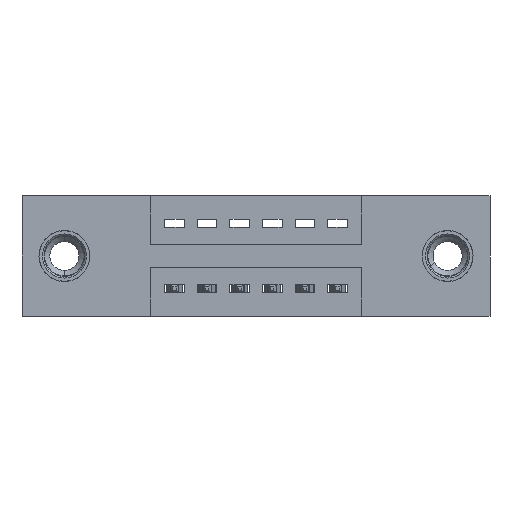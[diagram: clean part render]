
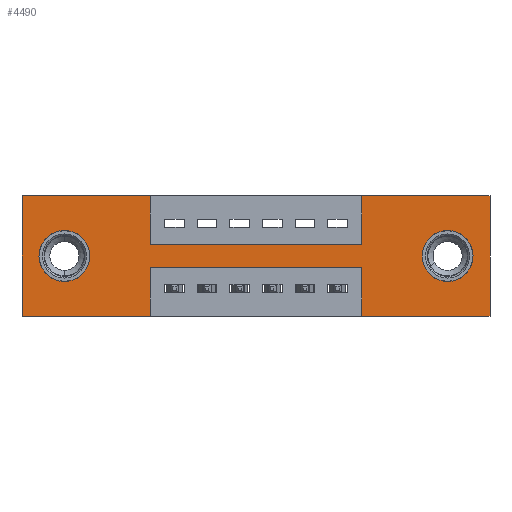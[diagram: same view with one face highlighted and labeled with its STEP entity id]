
A CAD part, front view. The second image highlights one B-rep face of the part: STEP entity #4490.
In plain terms, the highlighted planar face has unit normal (0, -1, 0).
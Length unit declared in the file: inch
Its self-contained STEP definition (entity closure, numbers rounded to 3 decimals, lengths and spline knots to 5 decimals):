
#341 = VECTOR ( 'NONE', #5478, 39.37008 ) ;
#604 = CARTESIAN_POINT ( 'NONE',  ( 0.3925, 0., 0. ) ) ;
#622 = CARTESIAN_POINT ( 'NONE',  ( 1.0425, 0., -0.15 ) ) ;
#792 = VERTEX_POINT ( 'NONE', #8045 ) ;
#820 = LINE ( 'NONE', #10211, #7234 ) ;
#841 = DIRECTION ( 'NONE',  ( 0., 0., -1. ) ) ;
#872 = DIRECTION ( 'NONE',  ( -1., 0., 0. ) ) ;
#1052 = VECTOR ( 'NONE', #7379, 39.37008 ) ;
#1138 = CARTESIAN_POINT ( 'NONE',  ( 1.435, 0., 0. ) ) ;
#1233 = VERTEX_POINT ( 'NONE', #5141 ) ;
#1245 = CARTESIAN_POINT ( 'NONE',  ( 0.13, 0., -0.107 ) ) ;
#1272 = VERTEX_POINT ( 'NONE', #6594 ) ;
#1292 = EDGE_LOOP ( 'NONE', ( #6035, #5304 ) ) ;
#1427 = VERTEX_POINT ( 'NONE', #1245 ) ;
#1509 = CARTESIAN_POINT ( 'NONE',  ( 1.305, 0., -0.107 ) ) ;
#1706 = CARTESIAN_POINT ( 'NONE',  ( 0., 0., -0.37 ) ) ;
#1735 = VERTEX_POINT ( 'NONE', #1509 ) ;
#1750 = VECTOR ( 'NONE', #5067, 39.37008 ) ;
#1764 = CARTESIAN_POINT ( 'NONE',  ( 0.3925, 0., -0.15 ) ) ;
#1821 = VECTOR ( 'NONE', #4142, 39.37008 ) ;
#1833 = DIRECTION ( 'NONE',  ( 0., 1., 0. ) ) ;
#1842 = LINE ( 'NONE', #1138, #6009 ) ;
#2236 = CARTESIAN_POINT ( 'NONE',  ( 0.3925, 0., -0.15 ) ) ;
#2300 = EDGE_CURVE ( 'NONE', #7849, #10492, #4953, .T. ) ;
#2321 = CIRCLE ( 'NONE', #9598, 0.078 ) ;
#2354 = EDGE_CURVE ( 'NONE', #7148, #3153, #7063, .T. ) ;
#2463 = CARTESIAN_POINT ( 'NONE',  ( 0., 0., 0. ) ) ;
#2637 = EDGE_CURVE ( 'NONE', #1233, #7849, #4284, .T. ) ;
#2665 = LINE ( 'NONE', #7465, #8850 ) ;
#2698 = CARTESIAN_POINT ( 'NONE',  ( 1.0425, 0., 0. ) ) ;
#2703 = EDGE_CURVE ( 'NONE', #4281, #792, #3473, .T. ) ;
#2731 = DIRECTION ( 'NONE',  ( 0., 1., 0. ) ) ;
#2791 = AXIS2_PLACEMENT_3D ( 'NONE', #9025, #5893, #841 ) ;
#2924 = VERTEX_POINT ( 'NONE', #9386 ) ;
#2992 = CARTESIAN_POINT ( 'NONE',  ( 1.435, 0., 0. ) ) ;
#3016 = FACE_BOUND ( 'NONE', #1292, .T. ) ;
#3045 = EDGE_CURVE ( 'NONE', #792, #1233, #7894, .T. ) ;
#3153 = VERTEX_POINT ( 'NONE', #622 ) ;
#3321 = VERTEX_POINT ( 'NONE', #8311 ) ;
#3340 = LINE ( 'NONE', #5775, #1052 ) ;
#3365 = EDGE_CURVE ( 'NONE', #1427, #2924, #7019, .T. ) ;
#3404 = EDGE_CURVE ( 'NONE', #3321, #1735, #6772, .T. ) ;
#3408 = DIRECTION ( 'NONE',  ( 0., 0., -1. ) ) ;
#3449 = ORIENTED_EDGE ( 'NONE', *, *, #2300, .F. ) ;
#3473 = LINE ( 'NONE', #6745, #7785 ) ;
#3489 = EDGE_CURVE ( 'NONE', #7656, #8003, #1842, .T. ) ;
#3581 = VECTOR ( 'NONE', #7228, 39.37008 ) ;
#3618 = CARTESIAN_POINT ( 'NONE',  ( 1.435, 0., -0.37 ) ) ;
#3626 = DIRECTION ( 'NONE',  ( 0., 0., 1. ) ) ;
#3911 = DIRECTION ( 'NONE',  ( 1., 0., 0. ) ) ;
#4142 = DIRECTION ( 'NONE',  ( -1., 0., 0. ) ) ;
#4181 = ORIENTED_EDGE ( 'NONE', *, *, #2637, .F. ) ;
#4281 = VERTEX_POINT ( 'NONE', #4875 ) ;
#4284 = LINE ( 'NONE', #1706, #1750 ) ;
#4357 = EDGE_CURVE ( 'NONE', #8003, #1272, #8350, .T. ) ;
#4474 = DIRECTION ( 'NONE',  ( 0., 1., 0. ) ) ;
#4490 = ADVANCED_FACE ( 'NONE', ( #3016, #5238, #9184 ), #5100, .T. ) ;
#4513 = CARTESIAN_POINT ( 'NONE',  ( 1.305, 0., -0.185 ) ) ;
#4753 = DIRECTION ( 'NONE',  ( 0., 0., 1. ) ) ;
#4875 = CARTESIAN_POINT ( 'NONE',  ( 1.0425, 0., -0.22 ) ) ;
#4953 = LINE ( 'NONE', #6328, #341 ) ;
#5067 = DIRECTION ( 'NONE',  ( -1., 0., 0. ) ) ;
#5100 = PLANE ( 'NONE',  #2791 ) ;
#5141 = CARTESIAN_POINT ( 'NONE',  ( 0.3925, 0., -0.37 ) ) ;
#5238 = FACE_BOUND ( 'NONE', #8864, .T. ) ;
#5304 = ORIENTED_EDGE ( 'NONE', *, *, #3404, .T. ) ;
#5325 = DIRECTION ( 'NONE',  ( 0., 0., -1. ) ) ;
#5478 = DIRECTION ( 'NONE',  ( 0., 0., 1. ) ) ;
#5486 = EDGE_CURVE ( 'NONE', #1735, #3321, #5744, .T. ) ;
#5744 = CIRCLE ( 'NONE', #9217, 0.078 ) ;
#5751 = CARTESIAN_POINT ( 'NONE',  ( 0., 0., -0.37 ) ) ;
#5775 = CARTESIAN_POINT ( 'NONE',  ( 0., 0., 0. ) ) ;
#5795 = VERTEX_POINT ( 'NONE', #604 ) ;
#5893 = DIRECTION ( 'NONE',  ( 0., -1., 0. ) ) ;
#6009 = VECTOR ( 'NONE', #7754, 39.37008 ) ;
#6035 = ORIENTED_EDGE ( 'NONE', *, *, #5486, .T. ) ;
#6195 = LINE ( 'NONE', #9415, #10071 ) ;
#6310 = DIRECTION ( 'NONE',  ( 1., 0., 0. ) ) ;
#6328 = CARTESIAN_POINT ( 'NONE',  ( 0., 0., 0. ) ) ;
#6411 = CARTESIAN_POINT ( 'NONE',  ( 0.3925, 0., -0.37 ) ) ;
#6459 = VECTOR ( 'NONE', #3626, 39.37008 ) ;
#6516 = ORIENTED_EDGE ( 'NONE', *, *, #9047, .F. ) ;
#6594 = CARTESIAN_POINT ( 'NONE',  ( 1.0425, 0., -0.37 ) ) ;
#6660 = ORIENTED_EDGE ( 'NONE', *, *, #3045, .F. ) ;
#6674 = ORIENTED_EDGE ( 'NONE', *, *, #7182, .T. ) ;
#6745 = CARTESIAN_POINT ( 'NONE',  ( 0.3925, 0., -0.22 ) ) ;
#6769 = EDGE_CURVE ( 'NONE', #3153, #7964, #10555, .T. ) ;
#6772 = CIRCLE ( 'NONE', #9006, 0.078 ) ;
#6804 = CARTESIAN_POINT ( 'NONE',  ( 0.13, 0., -0.185 ) ) ;
#6921 = ORIENTED_EDGE ( 'NONE', *, *, #6769, .F. ) ;
#6997 = ORIENTED_EDGE ( 'NONE', *, *, #9372, .F. ) ;
#7019 = CIRCLE ( 'NONE', #7451, 0.078 ) ;
#7063 = LINE ( 'NONE', #2236, #8878 ) ;
#7113 = ORIENTED_EDGE ( 'NONE', *, *, #3365, .T. ) ;
#7148 = VERTEX_POINT ( 'NONE', #1764 ) ;
#7181 = ORIENTED_EDGE ( 'NONE', *, *, #4357, .F. ) ;
#7182 = EDGE_CURVE ( 'NONE', #2924, #1427, #2321, .T. ) ;
#7228 = DIRECTION ( 'NONE',  ( 0., 0., -1. ) ) ;
#7234 = VECTOR ( 'NONE', #4753, 39.37008 ) ;
#7322 = ORIENTED_EDGE ( 'NONE', *, *, #2703, .F. ) ;
#7379 = DIRECTION ( 'NONE',  ( 1., 0., 0. ) ) ;
#7451 = AXIS2_PLACEMENT_3D ( 'NONE', #7623, #2731, #8411 ) ;
#7465 = CARTESIAN_POINT ( 'NONE',  ( 0.3925, 0., 0. ) ) ;
#7593 = DIRECTION ( 'NONE',  ( 0., 0., 1. ) ) ;
#7623 = CARTESIAN_POINT ( 'NONE',  ( 0.13, 0., -0.185 ) ) ;
#7656 = VERTEX_POINT ( 'NONE', #2992 ) ;
#7689 = EDGE_CURVE ( 'NONE', #7964, #7656, #6195, .T. ) ;
#7754 = DIRECTION ( 'NONE',  ( 0., 0., -1. ) ) ;
#7785 = VECTOR ( 'NONE', #872, 39.37008 ) ;
#7849 = VERTEX_POINT ( 'NONE', #5751 ) ;
#7894 = LINE ( 'NONE', #6411, #3581 ) ;
#7964 = VERTEX_POINT ( 'NONE', #2698 ) ;
#8003 = VERTEX_POINT ( 'NONE', #3618 ) ;
#8045 = CARTESIAN_POINT ( 'NONE',  ( 0.3925, 0., -0.22 ) ) ;
#8297 = ORIENTED_EDGE ( 'NONE', *, *, #8407, .F. ) ;
#8311 = CARTESIAN_POINT ( 'NONE',  ( 1.305, 0., -0.263 ) ) ;
#8350 = LINE ( 'NONE', #10386, #1821 ) ;
#8407 = EDGE_CURVE ( 'NONE', #10492, #5795, #3340, .T. ) ;
#8411 = DIRECTION ( 'NONE',  ( 0., 0., 1. ) ) ;
#8419 = CARTESIAN_POINT ( 'NONE',  ( 1.0425, 0., 0. ) ) ;
#8850 = VECTOR ( 'NONE', #3408, 39.37008 ) ;
#8864 = EDGE_LOOP ( 'NONE', ( #7113, #6674 ) ) ;
#8878 = VECTOR ( 'NONE', #3911, 39.37008 ) ;
#8967 = ORIENTED_EDGE ( 'NONE', *, *, #2354, .F. ) ;
#8992 = ORIENTED_EDGE ( 'NONE', *, *, #7689, .F. ) ;
#9006 = AXIS2_PLACEMENT_3D ( 'NONE', #9213, #4474, #9957 ) ;
#9025 = CARTESIAN_POINT ( 'NONE',  ( 0., 0., -0.37 ) ) ;
#9047 = EDGE_CURVE ( 'NONE', #5795, #7148, #2665, .T. ) ;
#9184 = FACE_OUTER_BOUND ( 'NONE', #9886, .T. ) ;
#9213 = CARTESIAN_POINT ( 'NONE',  ( 1.305, 0., -0.185 ) ) ;
#9217 = AXIS2_PLACEMENT_3D ( 'NONE', #4513, #9986, #5325 ) ;
#9347 = ORIENTED_EDGE ( 'NONE', *, *, #3489, .F. ) ;
#9372 = EDGE_CURVE ( 'NONE', #1272, #4281, #820, .T. ) ;
#9386 = CARTESIAN_POINT ( 'NONE',  ( 0.13, 0., -0.263 ) ) ;
#9415 = CARTESIAN_POINT ( 'NONE',  ( 0., 0., 0. ) ) ;
#9598 = AXIS2_PLACEMENT_3D ( 'NONE', #6804, #1833, #7593 ) ;
#9886 = EDGE_LOOP ( 'NONE', ( #6660, #7322, #6997, #7181, #9347, #8992, #6921, #8967, #6516, #8297, #3449, #4181 ) ) ;
#9957 = DIRECTION ( 'NONE',  ( 0., 0., -1. ) ) ;
#9986 = DIRECTION ( 'NONE',  ( 0., 1., 0. ) ) ;
#10071 = VECTOR ( 'NONE', #6310, 39.37008 ) ;
#10211 = CARTESIAN_POINT ( 'NONE',  ( 1.0425, 0., -0.37 ) ) ;
#10386 = CARTESIAN_POINT ( 'NONE',  ( 0., 0., -0.37 ) ) ;
#10492 = VERTEX_POINT ( 'NONE', #2463 ) ;
#10555 = LINE ( 'NONE', #8419, #6459 ) ;
